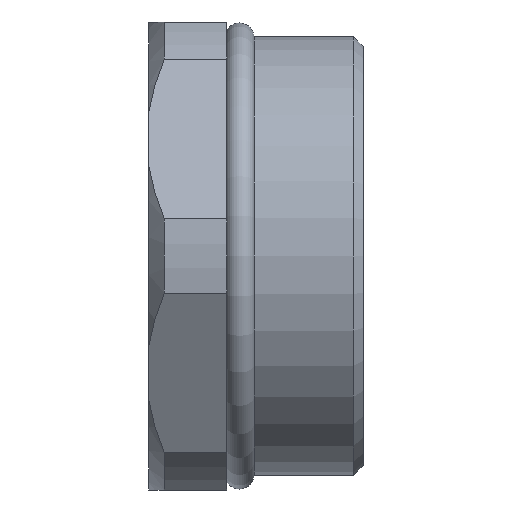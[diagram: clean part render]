
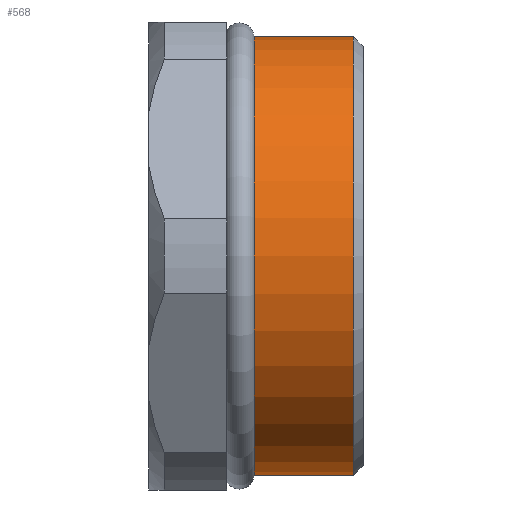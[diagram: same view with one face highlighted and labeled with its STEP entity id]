
A CAD part, left-side view. The second image highlights one B-rep face of the part: STEP entity #568.
In plain terms, the highlighted cylindrical face has radius 11.25 mm (diameter 22.5 mm), a partial arc.
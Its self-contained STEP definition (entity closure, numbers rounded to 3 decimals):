
#30 = AXIS2_PLACEMENT_3D ( 'NONE', #803, #804, #805 ) ;
#33 = AXIS2_PLACEMENT_3D ( 'NONE', #800, #801, #802 ) ;
#35 = AXIS2_PLACEMENT_3D ( 'NONE', #720, #721, #722 ) ;
#55 = FACE_OUTER_BOUND ( 'NONE', #75, .T. ) ;
#58 = CYLINDRICAL_SURFACE ( 'NONE', #35, 11.25 ) ;
#75 = EDGE_LOOP ( 'NONE', ( #149, #150, #148, #112 ) ) ;
#112 = ORIENTED_EDGE ( 'NONE', *, *, #589, .F. ) ;
#148 = ORIENTED_EDGE ( 'NONE', *, *, #543, .T. ) ;
#149 = ORIENTED_EDGE ( 'NONE', *, *, #542, .F. ) ;
#150 = ORIENTED_EDGE ( 'NONE', *, *, #588, .T. ) ;
#236 = VERTEX_POINT ( 'NONE', #860 ) ;
#237 = VERTEX_POINT ( 'NONE', #861 ) ;
#274 = VERTEX_POINT ( 'NONE', #898 ) ;
#276 = VERTEX_POINT ( 'NONE', #900 ) ;
#306 = LINE ( 'NONE', #307, #642 ) ;
#307 = CARTESIAN_POINT ( 'NONE',  ( 0., 25.055, -11.25 ) ) ;
#308 = DIRECTION ( 'NONE',  ( 0., 1., 0. ) ) ;
#309 = LINE ( 'NONE', #310, #638 ) ;
#310 = CARTESIAN_POINT ( 'NONE',  ( 0., 25.055, 11.25 ) ) ;
#311 = DIRECTION ( 'NONE',  ( 0., 1., 0. ) ) ;
#392 = CIRCLE ( 'NONE', #33, 11.25 ) ;
#393 = CIRCLE ( 'NONE', #30, 11.25 ) ;
#542 = EDGE_CURVE ( 'NONE', #276, #274, #306, .T. ) ;
#543 = EDGE_CURVE ( 'NONE', #237, #236, #309, .T. ) ;
#568 = ADVANCED_FACE ( 'NONE', ( #55 ), #58, .T. ) ;
#588 = EDGE_CURVE ( 'NONE', #276, #237, #392, .T. ) ;
#589 = EDGE_CURVE ( 'NONE', #274, #236, #393, .T. ) ;
#638 = VECTOR ( 'NONE', #311, 1000. ) ;
#642 = VECTOR ( 'NONE', #308, 1000. ) ;
#720 = CARTESIAN_POINT ( 'NONE',  ( 0., 25.055, 0. ) ) ;
#721 = DIRECTION ( 'NONE',  ( 0., 1., 0. ) ) ;
#722 = DIRECTION ( 'NONE',  ( 0., 0., 1. ) ) ;
#800 = CARTESIAN_POINT ( 'NONE',  ( 0., -10.5, 0. ) ) ;
#801 = DIRECTION ( 'NONE',  ( 0., 1., 0. ) ) ;
#802 = DIRECTION ( 'NONE',  ( 0., 0., -1. ) ) ;
#803 = CARTESIAN_POINT ( 'NONE',  ( 0., -5.398, 0. ) ) ;
#804 = DIRECTION ( 'NONE',  ( 0., 1., 0. ) ) ;
#805 = DIRECTION ( 'NONE',  ( 0., 0., 1. ) ) ;
#860 = CARTESIAN_POINT ( 'NONE',  ( 0., -5.398, 11.25 ) ) ;
#861 = CARTESIAN_POINT ( 'NONE',  ( 0., -10.5, 11.25 ) ) ;
#898 = CARTESIAN_POINT ( 'NONE',  ( 0., -5.398, -11.25 ) ) ;
#900 = CARTESIAN_POINT ( 'NONE',  ( 0., -10.5, -11.25 ) ) ;
